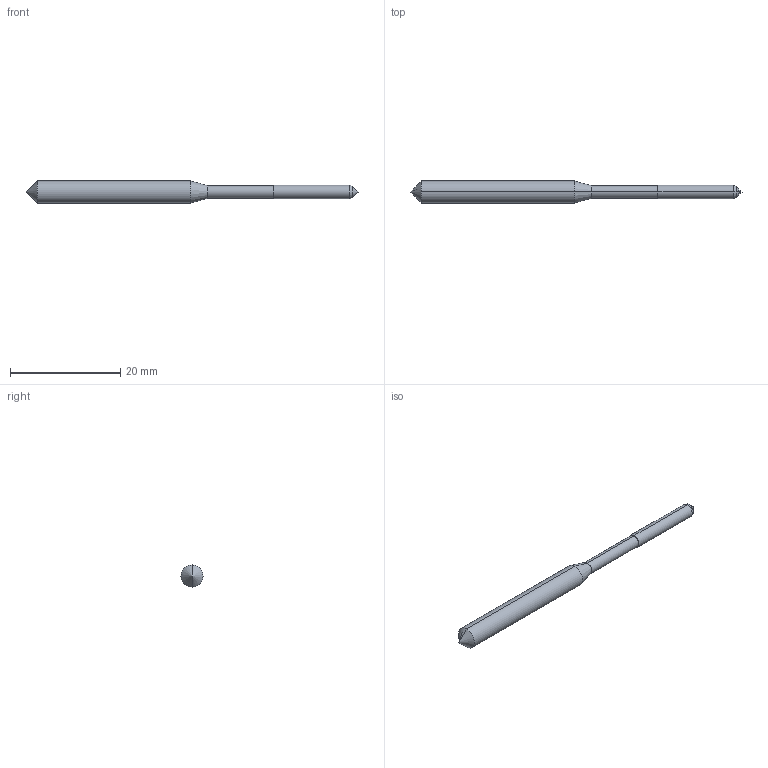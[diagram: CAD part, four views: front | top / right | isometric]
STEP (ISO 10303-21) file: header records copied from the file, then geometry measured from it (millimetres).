
FILE_DESCRIPTION (( 'STEP AP214' ), '1' );
FILE_NAME ('K410100250.STEP', '2018-02-05T03:07:09', ( '' ), ( '' ), 'SwSTEP 2.0', 'SolidWorks 2014', '' );
FILE_SCHEMA (( 'AUTOMOTIVE_DESIGN' ));
Length unit declared in the file: millimetre
Products named in the file (1): K410100250
Bounding box: 60.25 x 4 x 4 mm (x, y, z)
Volume: 503.8 mm3; surface area: 612.2 mm2
Topology: 2 solids, 2 shells, 16 faces, 32 edges, 16 vertices
Faces by surface type: cone 8, cylinder 6, plane 2
Entity records: 425 total; most frequent: DIRECTION 76, CARTESIAN_POINT 61, ORIENTED_EDGE 56, AXIS2_PLACEMENT_3D 31, EDGE_CURVE 28, EDGE_LOOP 16, FACE_OUTER_BOUND 16, ADVANCED_FACE 16
